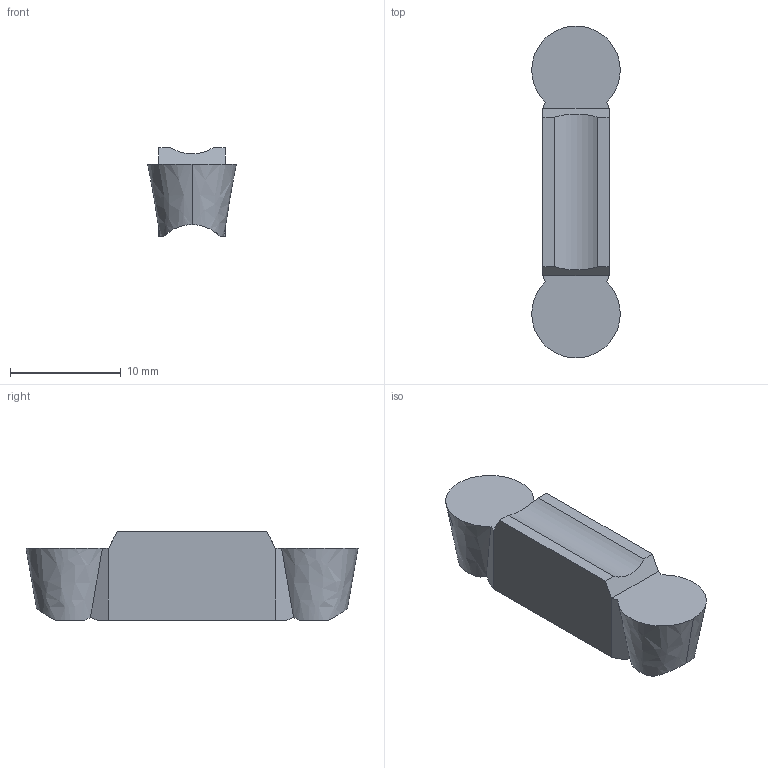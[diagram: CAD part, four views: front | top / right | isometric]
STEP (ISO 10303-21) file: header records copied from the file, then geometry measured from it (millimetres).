
FILE_DESCRIPTION(('CATIA V5 STEP','CAx-IF Rec.Pracs.--- Model Styling and Organization---1.2---2011-12-15'),'2;1');
FILE_NAME('TDA 8.00-4.00.stp','2017-05-30T23:03:20+00:00',('none'),('none'),'CATIA Version 5 Release 21 SP 5 (IN-10)','CATIA V5 STEP AP214','none');
FILE_SCHEMA(('AUTOMOTIVE_DESIGN { 1 0 10303 214 1 1 1 1 }'));
Length unit declared in the file: millimetre
Products named in the file (1): TDA 8.00-4.00
Bounding box: 7.99 x 30 x 8 mm (x, y, z)
Volume: 1112 mm3; surface area: 841.9 mm2
Topology: 1 solids, 1 shells, 28 faces, 81 edges, 56 vertices
Faces by surface type: plane 22, bspline 4, cylinder 2
Entity records: 1037 total; most frequent: CARTESIAN_POINT 355, ORIENTED_EDGE 148, DIRECTION 95, EDGE_CURVE 74, VECTOR 51, LINE 51, VERTEX_POINT 48, ADVANCED_FACE 28
